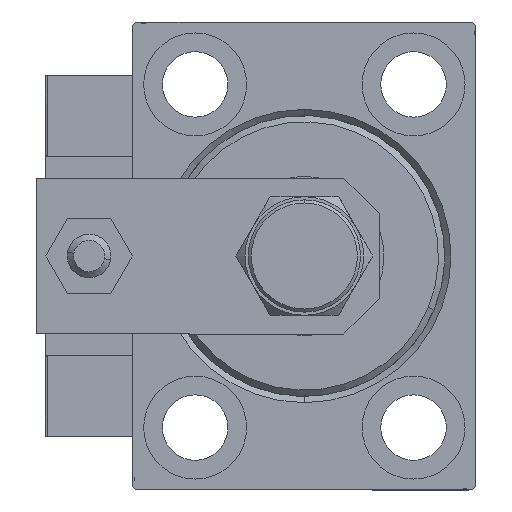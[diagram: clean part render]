
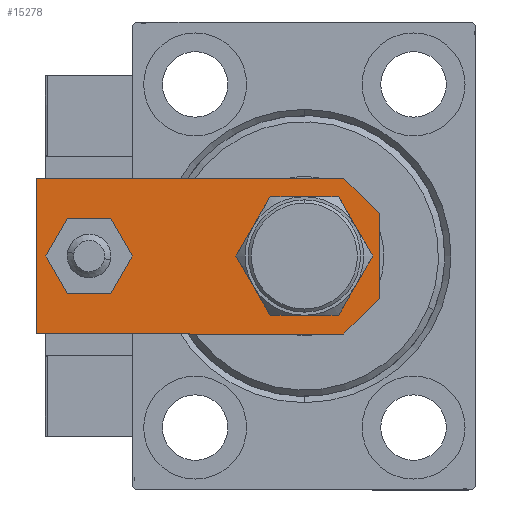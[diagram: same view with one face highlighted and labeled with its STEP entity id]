
A CAD part, left-side view. The second image highlights one B-rep face of the part: STEP entity #15278.
In plain terms, the highlighted face is planar.
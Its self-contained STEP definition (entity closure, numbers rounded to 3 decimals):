
#1050 = CARTESIAN_POINT ( 'NONE',  ( 0., 0., 6. ) ) ;
#1056 = DIRECTION ( 'NONE',  ( 0.707, 0.707, 0. ) ) ;
#1118 = DIRECTION ( 'NONE',  ( 1., 0., 0. ) ) ;
#1974 = AXIS2_PLACEMENT_3D ( 'NONE', #28076, #38602, #12458 ) ;
#4410 = EDGE_CURVE ( 'NONE', #14068, #32738, #6142, .T. ) ;
#4482 = DIRECTION ( 'NONE',  ( 0.707, -0.707, 0. ) ) ;
#4548 = EDGE_CURVE ( 'NONE', #14901, #37389, #20539, .T. ) ;
#6142 = CIRCLE ( 'NONE', #1974, 8.25 ) ;
#7398 = ORIENTED_EDGE ( 'NONE', *, *, #16197, .F. ) ;
#7775 = EDGE_CURVE ( 'NONE', #37389, #35338, #26604, .T. ) ;
#8711 = CARTESIAN_POINT ( 'NONE',  ( 6.84, 0., 6. ) ) ;
#9736 = DIRECTION ( 'NONE',  ( 1., 0., 0. ) ) ;
#9814 = CARTESIAN_POINT ( 'NONE',  ( -6.84, 0., 6. ) ) ;
#9871 = CARTESIAN_POINT ( 'NONE',  ( -12.5, 5.66, 6. ) ) ;
#11259 = VECTOR ( 'NONE', #14357, 1000. ) ;
#11547 = CARTESIAN_POINT ( 'NONE',  ( -12.5, 55., 6. ) ) ;
#11785 = FACE_BOUND ( 'NONE', #17071, .T. ) ;
#12458 = DIRECTION ( 'NONE',  ( 1., 0., 0. ) ) ;
#12971 = VERTEX_POINT ( 'NONE', #9871 ) ;
#13478 = DIRECTION ( 'NONE',  ( 0., 0., 1. ) ) ;
#14068 = VERTEX_POINT ( 'NONE', #23058 ) ;
#14357 = DIRECTION ( 'NONE',  ( -1., 0., 0. ) ) ;
#14509 = ORIENTED_EDGE ( 'NONE', *, *, #23459, .F. ) ;
#14901 = VERTEX_POINT ( 'NONE', #24576 ) ;
#15278 = ADVANCED_FACE ( 'NONE', ( #48510, #32858, #11785 ), #40161, .T. ) ;
#15694 = CARTESIAN_POINT ( 'NONE',  ( 0., 12., 6. ) ) ;
#16197 = EDGE_CURVE ( 'NONE', #32738, #14068, #38180, .T. ) ;
#17071 = EDGE_LOOP ( 'NONE', ( #43626, #7398 ) ) ;
#17466 = EDGE_LOOP ( 'NONE', ( #29934, #17705, #27549, #51316, #44759, #23544 ) ) ;
#17705 = ORIENTED_EDGE ( 'NONE', *, *, #43187, .T. ) ;
#18007 = CARTESIAN_POINT ( 'NONE',  ( -4., 46.5, 6. ) ) ;
#18366 = CARTESIAN_POINT ( 'NONE',  ( 8.25, 12., 6. ) ) ;
#18551 = VERTEX_POINT ( 'NONE', #18007 ) ;
#19062 = DIRECTION ( 'NONE',  ( 0., 0., 1. ) ) ;
#19852 = AXIS2_PLACEMENT_3D ( 'NONE', #1050, #28415, #43589 ) ;
#20539 = LINE ( 'NONE', #45040, #32782 ) ;
#20794 = DIRECTION ( 'NONE',  ( 0., 1., 0. ) ) ;
#20897 = LINE ( 'NONE', #45141, #39387 ) ;
#20958 = CARTESIAN_POINT ( 'NONE',  ( -12.5, 0., 6. ) ) ;
#21079 = CIRCLE ( 'NONE', #38545, 4. ) ;
#22134 = EDGE_CURVE ( 'NONE', #37820, #38092, #40742, .T. ) ;
#22185 = CARTESIAN_POINT ( 'NONE',  ( 12.5, 55., 6. ) ) ;
#23058 = CARTESIAN_POINT ( 'NONE',  ( -8.25, 12., 6. ) ) ;
#23102 = EDGE_CURVE ( 'NONE', #35338, #12971, #47365, .T. ) ;
#23459 = EDGE_CURVE ( 'NONE', #37191, #18551, #24178, .T. ) ;
#23544 = ORIENTED_EDGE ( 'NONE', *, *, #7775, .T. ) ;
#24178 = CIRCLE ( 'NONE', #32502, 4. ) ;
#24576 = CARTESIAN_POINT ( 'NONE',  ( 12.5, 5.66, 6. ) ) ;
#24737 = AXIS2_PLACEMENT_3D ( 'NONE', #15694, #43598, #42831 ) ;
#24958 = VECTOR ( 'NONE', #27796, 1000. ) ;
#25342 = CARTESIAN_POINT ( 'NONE',  ( -3.42, -3.42, 6. ) ) ;
#26604 = LINE ( 'NONE', #22185, #11259 ) ;
#26613 = VECTOR ( 'NONE', #1118, 1000. ) ;
#27549 = ORIENTED_EDGE ( 'NONE', *, *, #22134, .T. ) ;
#27681 = EDGE_LOOP ( 'NONE', ( #45990, #14509 ) ) ;
#27796 = DIRECTION ( 'NONE',  ( 0., -1., 0. ) ) ;
#28076 = CARTESIAN_POINT ( 'NONE',  ( 0., 12., 6. ) ) ;
#28415 = DIRECTION ( 'NONE',  ( 0., 0., 1. ) ) ;
#29934 = ORIENTED_EDGE ( 'NONE', *, *, #23102, .T. ) ;
#32368 = EDGE_CURVE ( 'NONE', #18551, #37191, #21079, .T. ) ;
#32502 = AXIS2_PLACEMENT_3D ( 'NONE', #45469, #19062, #9736 ) ;
#32738 = VERTEX_POINT ( 'NONE', #18366 ) ;
#32782 = VECTOR ( 'NONE', #20794, 1000. ) ;
#32858 = FACE_OUTER_BOUND ( 'NONE', #17466, .T. ) ;
#33734 = EDGE_CURVE ( 'NONE', #38092, #14901, #20897, .T. ) ;
#35338 = VERTEX_POINT ( 'NONE', #11547 ) ;
#35368 = CARTESIAN_POINT ( 'NONE',  ( -12.5, 55., 6. ) ) ;
#36812 = LINE ( 'NONE', #25342, #49641 ) ;
#37191 = VERTEX_POINT ( 'NONE', #49176 ) ;
#37389 = VERTEX_POINT ( 'NONE', #47822 ) ;
#37820 = VERTEX_POINT ( 'NONE', #9814 ) ;
#38092 = VERTEX_POINT ( 'NONE', #8711 ) ;
#38180 = CIRCLE ( 'NONE', #24737, 8.25 ) ;
#38545 = AXIS2_PLACEMENT_3D ( 'NONE', #49188, #13478, #45024 ) ;
#38602 = DIRECTION ( 'NONE',  ( 0., 0., 1. ) ) ;
#39387 = VECTOR ( 'NONE', #1056, 1000. ) ;
#40161 = PLANE ( 'NONE',  #19852 ) ;
#40742 = LINE ( 'NONE', #20958, #26613 ) ;
#42831 = DIRECTION ( 'NONE',  ( 1., 0., 0. ) ) ;
#43187 = EDGE_CURVE ( 'NONE', #12971, #37820, #36812, .T. ) ;
#43589 = DIRECTION ( 'NONE',  ( 1., 0., 0. ) ) ;
#43598 = DIRECTION ( 'NONE',  ( 0., 0., 1. ) ) ;
#43626 = ORIENTED_EDGE ( 'NONE', *, *, #4410, .F. ) ;
#44759 = ORIENTED_EDGE ( 'NONE', *, *, #4548, .T. ) ;
#45024 = DIRECTION ( 'NONE',  ( 1., 0., 0. ) ) ;
#45040 = CARTESIAN_POINT ( 'NONE',  ( 12.5, 0., 6. ) ) ;
#45141 = CARTESIAN_POINT ( 'NONE',  ( 3.42, -3.42, 6. ) ) ;
#45469 = CARTESIAN_POINT ( 'NONE',  ( 0., 46.5, 6. ) ) ;
#45990 = ORIENTED_EDGE ( 'NONE', *, *, #32368, .F. ) ;
#47365 = LINE ( 'NONE', #35368, #24958 ) ;
#47822 = CARTESIAN_POINT ( 'NONE',  ( 12.5, 55., 6. ) ) ;
#48510 = FACE_BOUND ( 'NONE', #27681, .T. ) ;
#49176 = CARTESIAN_POINT ( 'NONE',  ( 4., 46.5, 6. ) ) ;
#49188 = CARTESIAN_POINT ( 'NONE',  ( 0., 46.5, 6. ) ) ;
#49641 = VECTOR ( 'NONE', #4482, 1000. ) ;
#51316 = ORIENTED_EDGE ( 'NONE', *, *, #33734, .T. ) ;
